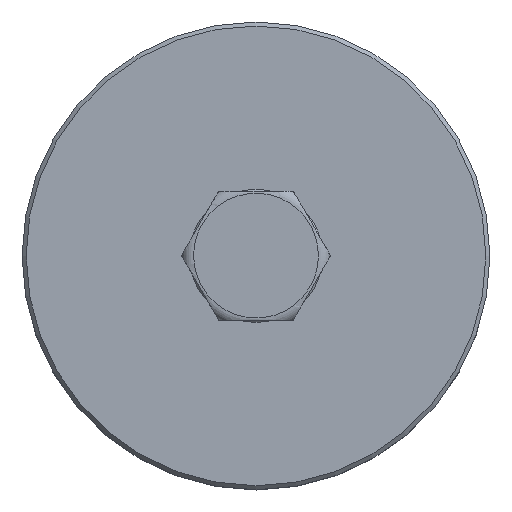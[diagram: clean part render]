
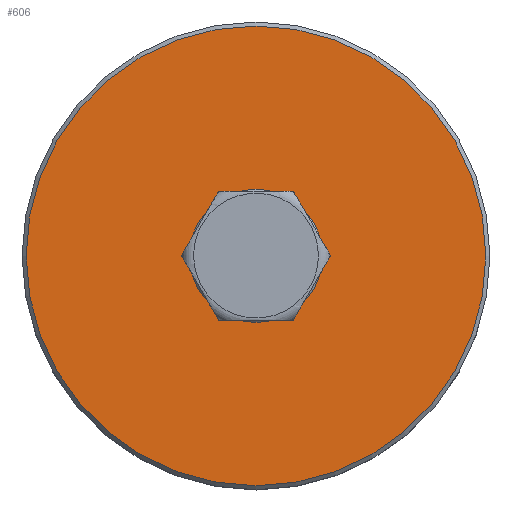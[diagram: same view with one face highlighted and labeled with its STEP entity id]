
A CAD part, top view. The second image highlights one B-rep face of the part: STEP entity #606.
In plain terms, the highlighted planar face has unit normal (0, 0, 1).
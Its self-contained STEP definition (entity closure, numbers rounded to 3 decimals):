
#126=FACE_BOUND('',#178,.T.);
#133=FACE_OUTER_BOUND('',#177,.T.);
#177=EDGE_LOOP('',(#406));
#178=EDGE_LOOP('',(#407));
#227=CIRCLE('',#672,28.5);
#228=CIRCLE('',#673,8.25);
#260=VERTEX_POINT('',#936);
#261=VERTEX_POINT('',#938);
#316=EDGE_CURVE('',#260,#260,#227,.T.);
#317=EDGE_CURVE('',#261,#261,#228,.T.);
#406=ORIENTED_EDGE('',*,*,#316,.F.);
#407=ORIENTED_EDGE('',*,*,#317,.F.);
#585=PLANE('',#671);
#606=ADVANCED_FACE('',(#133,#126),#585,.F.);
#671=AXIS2_PLACEMENT_3D('',#935,#752,#753);
#672=AXIS2_PLACEMENT_3D('',#937,#754,#755);
#673=AXIS2_PLACEMENT_3D('',#939,#756,#757);
#752=DIRECTION('center_axis',(0.,0.,-1.));
#753=DIRECTION('ref_axis',(-1.,0.,0.));
#754=DIRECTION('center_axis',(0.,0.,-1.));
#755=DIRECTION('ref_axis',(-1.,0.,0.));
#756=DIRECTION('center_axis',(0.,0.,1.));
#757=DIRECTION('ref_axis',(1.,0.,0.));
#935=CARTESIAN_POINT('Origin',(0.,0.,8.));
#936=CARTESIAN_POINT('',(28.5,0.,8.));
#937=CARTESIAN_POINT('Origin',(0.,0.,8.));
#938=CARTESIAN_POINT('',(-8.25,0.,8.));
#939=CARTESIAN_POINT('Origin',(0.,0.,
8.));
